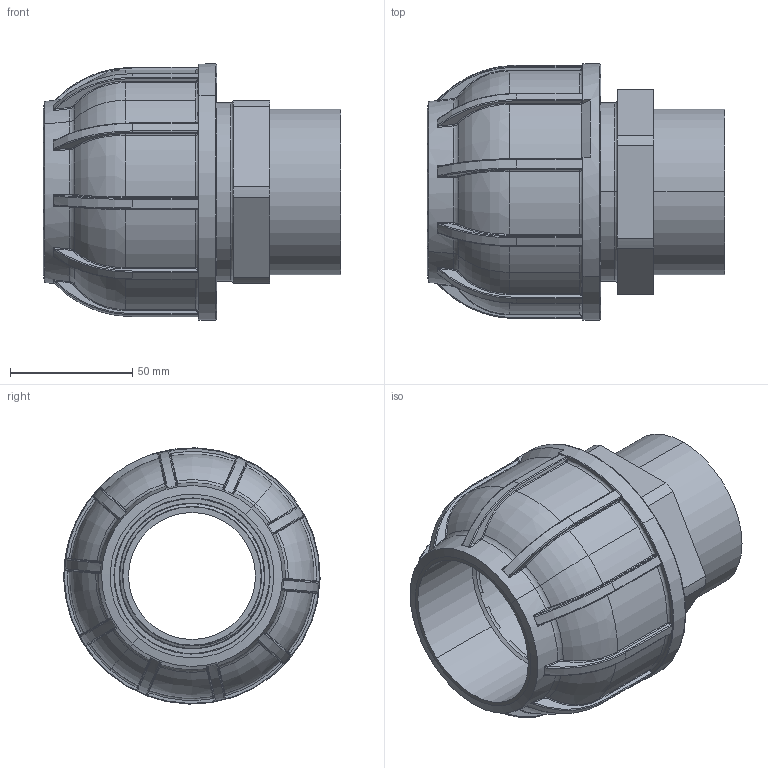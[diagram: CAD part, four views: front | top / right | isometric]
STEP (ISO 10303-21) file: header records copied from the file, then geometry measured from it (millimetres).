
FILE_DESCRIPTION (( 'STEP AP203' ), '1' );
FILE_NAME ('R202.063.002.step', '2013-11-19T09:04:41', ( 'Alusic' ), ( 'Alusic' ), 'SwSTEP 2.0', 'SolidWorks 2011', '' );
FILE_SCHEMA (( 'CONFIG_CONTROL_DESIGN' ));
Length unit declared in the file: millimetre
Products named in the file (1): R202.063.002
Bounding box: 121.8 x 104.97 x 104.97 mm (x, y, z)
Surface area: 90650.9 mm2 (no closed solid volume)
Topology: 0 solids, 21 shells, 645 faces, 1955 edges, 1254 vertices
Faces by surface type: cylinder 200, bspline 158, torus 142, plane 134, cone 11
Entity records: 33351 total; most frequent: CARTESIAN_POINT 17684, ORIENTED_EDGE 3214, DIRECTION 3074, EDGE_CURVE 1955, AXIS2_PLACEMENT_3D 1307, VERTEX_POINT 1254, CIRCLE 819, EDGE_LOOP 652
